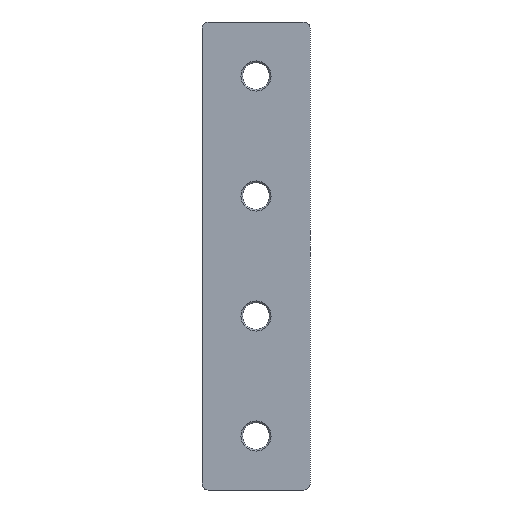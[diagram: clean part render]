
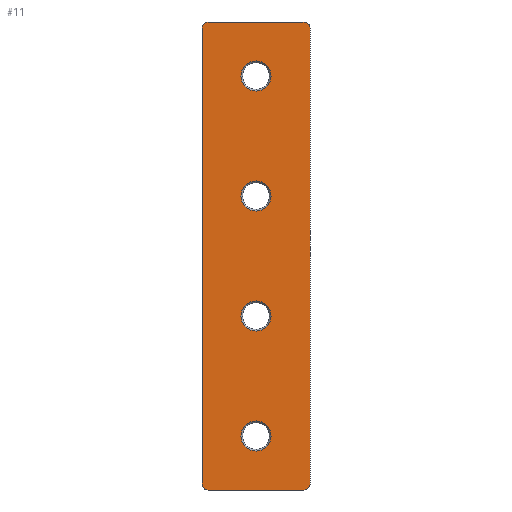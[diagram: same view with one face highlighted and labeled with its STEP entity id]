
A CAD part, front view. The second image highlights one B-rep face of the part: STEP entity #11.
In plain terms, the highlighted planar face has unit normal (0, -1, 0).
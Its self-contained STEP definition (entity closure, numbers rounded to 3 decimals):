
#11 = ADVANCED_FACE ( 'NONE', ( #1165, #1177, #1176, #871, #1153 ), #1140, .F. ) ;
#25 = EDGE_CURVE ( 'NONE', #340, #614, #1102, .T. ) ;
#40 = CARTESIAN_POINT ( 'NONE',  ( 18., 0., 76. ) ) ;
#58 = CIRCLE ( 'NONE', #974, 5. ) ;
#67 = CARTESIAN_POINT ( 'NONE',  ( 16., 0., 78. ) ) ;
#79 = CARTESIAN_POINT ( 'NONE',  ( -16., 0., 78. ) ) ;
#95 = DIRECTION ( 'NONE',  ( 0., 0., 1. ) ) ;
#100 = DIRECTION ( 'NONE',  ( 0., -1., 0. ) ) ;
#102 = CARTESIAN_POINT ( 'NONE',  ( -16., 0., -76. ) ) ;
#103 = CARTESIAN_POINT ( 'NONE',  ( -16., 0., -78. ) ) ;
#104 = EDGE_LOOP ( 'NONE', ( #449, #460 ) ) ;
#110 = DIRECTION ( 'NONE',  ( 0., 0., 1. ) ) ;
#112 = CARTESIAN_POINT ( 'NONE',  ( 18., 0., -76. ) ) ;
#113 = VERTEX_POINT ( 'NONE', #793 ) ;
#114 = DIRECTION ( 'NONE',  ( 0., 0., 1. ) ) ;
#116 = DIRECTION ( 'NONE',  ( 0., 0., 1. ) ) ;
#120 = DIRECTION ( 'NONE',  ( 0., -1., 0. ) ) ;
#123 = CARTESIAN_POINT ( 'NONE',  ( -16., 0., 76. ) ) ;
#127 = DIRECTION ( 'NONE',  ( 0., 1., 0. ) ) ;
#135 = CARTESIAN_POINT ( 'NONE',  ( -18., 0., -78. ) ) ;
#142 = VERTEX_POINT ( 'NONE', #674 ) ;
#147 = DIRECTION ( 'NONE',  ( 0., 0., 1. ) ) ;
#150 = DIRECTION ( 'NONE',  ( 0., -1., 0. ) ) ;
#152 = VERTEX_POINT ( 'NONE', #640 ) ;
#153 = CARTESIAN_POINT ( 'NONE',  ( 16., 0., 76. ) ) ;
#164 = DIRECTION ( 'NONE',  ( 1., 0., 0. ) ) ;
#172 = EDGE_CURVE ( 'NONE', #403, #142, #841, .T. ) ;
#174 = VERTEX_POINT ( 'NONE', #610 ) ;
#177 = DIRECTION ( 'NONE',  ( 0., 0., -1. ) ) ;
#186 = CARTESIAN_POINT ( 'NONE',  ( -18., 0., 78. ) ) ;
#189 = CARTESIAN_POINT ( 'NONE',  ( 0., 0., 60. ) ) ;
#192 = DIRECTION ( 'NONE',  ( 0., 0., 1. ) ) ;
#194 = VERTEX_POINT ( 'NONE', #532 ) ;
#195 = DIRECTION ( 'NONE',  ( 0., -1., 0. ) ) ;
#196 = CARTESIAN_POINT ( 'NONE',  ( 16., 0., -76. ) ) ;
#198 = CARTESIAN_POINT ( 'NONE',  ( 18., 0., -78. ) ) ;
#203 = CARTESIAN_POINT ( 'NONE',  ( 0., 0., -65. ) ) ;
#208 = DIRECTION ( 'NONE',  ( 0., 0., 1. ) ) ;
#210 = DIRECTION ( 'NONE',  ( 0., 1., 0. ) ) ;
#212 = CARTESIAN_POINT ( 'NONE',  ( 0., 0., 60. ) ) ;
#213 = CARTESIAN_POINT ( 'NONE',  ( -18., 0., -78. ) ) ;
#215 = DIRECTION ( 'NONE',  ( 0., 0., 1. ) ) ;
#216 = DIRECTION ( 'NONE',  ( 0., 1., 0. ) ) ;
#219 = CARTESIAN_POINT ( 'NONE',  ( 0., 0., 20. ) ) ;
#220 = VERTEX_POINT ( 'NONE', #498 ) ;
#223 = DIRECTION ( 'NONE',  ( -1., 0., 0. ) ) ;
#230 = DIRECTION ( 'NONE',  ( 0., 0., 1. ) ) ;
#233 = DIRECTION ( 'NONE',  ( 0., 1., 0. ) ) ;
#235 = CARTESIAN_POINT ( 'NONE',  ( 0., 0., -20. ) ) ;
#242 = DIRECTION ( 'NONE',  ( 0., 0., 1. ) ) ;
#243 = DIRECTION ( 'NONE',  ( 0., 1., 0. ) ) ;
#244 = CARTESIAN_POINT ( 'NONE',  ( 0., 0., -60. ) ) ;
#259 = VERTEX_POINT ( 'NONE', #414 ) ;
#298 = CARTESIAN_POINT ( 'NONE',  ( 0., 0., -25. ) ) ;
#340 = VERTEX_POINT ( 'NONE', #298 ) ;
#359 = EDGE_CURVE ( 'NONE', #142, #403, #762, .T. ) ;
#361 = EDGE_CURVE ( 'NONE', #614, #340, #771, .T. ) ;
#373 = EDGE_CURVE ( 'NONE', #113, #220, #764, .T. ) ;
#379 = EDGE_CURVE ( 'NONE', #174, #718, #772, .T. ) ;
#382 = EDGE_CURVE ( 'NONE', #194, #565, #753, .T. ) ;
#395 = EDGE_CURVE ( 'NONE', #194, #468, #754, .T. ) ;
#403 = VERTEX_POINT ( 'NONE', #203 ) ;
#404 = EDGE_CURVE ( 'NONE', #510, #468, #743, .T. ) ;
#411 = EDGE_CURVE ( 'NONE', #510, #478, #752, .T. ) ;
#414 = CARTESIAN_POINT ( 'NONE',  ( -18., 0., 76. ) ) ;
#418 = EDGE_CURVE ( 'NONE', #465, #478, #734, .T. ) ;
#425 = ORIENTED_EDGE ( 'NONE', *, *, #172, .T. ) ;
#431 = EDGE_CURVE ( 'NONE', #465, #259, #741, .T. ) ;
#437 = EDGE_CURVE ( 'NONE', #152, #259, #717, .T. ) ;
#440 = ORIENTED_EDGE ( 'NONE', *, *, #359, .T. ) ;
#441 = ORIENTED_EDGE ( 'NONE', *, *, #25, .T. ) ;
#444 = EDGE_CURVE ( 'NONE', #152, #565, #719, .T. ) ;
#445 = ORIENTED_EDGE ( 'NONE', *, *, #361, .T. ) ;
#449 = ORIENTED_EDGE ( 'NONE', *, *, #951, .T. ) ;
#450 = CIRCLE ( 'NONE', #993, 5. ) ;
#460 = ORIENTED_EDGE ( 'NONE', *, *, #373, .T. ) ;
#462 = ORIENTED_EDGE ( 'NONE', *, *, #768, .T. ) ;
#463 = ORIENTED_EDGE ( 'NONE', *, *, #379, .T. ) ;
#465 = VERTEX_POINT ( 'NONE', #79 ) ;
#468 = VERTEX_POINT ( 'NONE', #112 ) ;
#474 = ORIENTED_EDGE ( 'NONE', *, *, #382, .F. ) ;
#475 = ORIENTED_EDGE ( 'NONE', *, *, #395, .T. ) ;
#476 = ORIENTED_EDGE ( 'NONE', *, *, #404, .F. ) ;
#477 = ORIENTED_EDGE ( 'NONE', *, *, #411, .T. ) ;
#478 = VERTEX_POINT ( 'NONE', #67 ) ;
#482 = ORIENTED_EDGE ( 'NONE', *, *, #418, .F. ) ;
#492 = ORIENTED_EDGE ( 'NONE', *, *, #431, .T. ) ;
#497 = ORIENTED_EDGE ( 'NONE', *, *, #437, .F. ) ;
#498 = CARTESIAN_POINT ( 'NONE',  ( 0., 0., 15. ) ) ;
#508 = ORIENTED_EDGE ( 'NONE', *, *, #444, .T. ) ;
#510 = VERTEX_POINT ( 'NONE', #40 ) ;
#520 = EDGE_LOOP ( 'NONE', ( #425, #440 ) ) ;
#532 = CARTESIAN_POINT ( 'NONE',  ( 16., 0., -78. ) ) ;
#535 = EDGE_LOOP ( 'NONE', ( #462, #463 ) ) ;
#565 = VERTEX_POINT ( 'NONE', #103 ) ;
#577 = DIRECTION ( 'NONE',  ( 0., 0., 1. ) ) ;
#583 = DIRECTION ( 'NONE',  ( 0., 1., 0. ) ) ;
#591 = EDGE_LOOP ( 'NONE', ( #441, #445 ) ) ;
#594 = CARTESIAN_POINT ( 'NONE',  ( 0., 0., -60. ) ) ;
#610 = CARTESIAN_POINT ( 'NONE',  ( 0., 0., 65. ) ) ;
#614 = VERTEX_POINT ( 'NONE', #866 ) ;
#640 = CARTESIAN_POINT ( 'NONE',  ( -18., 0., -76. ) ) ;
#670 = EDGE_LOOP ( 'NONE', ( #474, #475, #476, #477, #482, #492, #497, #508 ) ) ;
#674 = CARTESIAN_POINT ( 'NONE',  ( 0., 0., -55. ) ) ;
#705 = VECTOR ( 'NONE', #110, 1000. ) ;
#717 = LINE ( 'NONE', #135, #705 ) ;
#718 = VERTEX_POINT ( 'NONE', #774 ) ;
#719 = CIRCLE ( 'NONE', #1062, 2. ) ;
#730 = VECTOR ( 'NONE', #164, 1000. ) ;
#733 = VECTOR ( 'NONE', #177, 1000. ) ;
#734 = LINE ( 'NONE', #186, #730 ) ;
#741 = CIRCLE ( 'NONE', #1063, 2. ) ;
#743 = LINE ( 'NONE', #198, #733 ) ;
#744 = VECTOR ( 'NONE', #223, 1000. ) ;
#752 = CIRCLE ( 'NONE', #1070, 2. ) ;
#753 = LINE ( 'NONE', #213, #744 ) ;
#754 = CIRCLE ( 'NONE', #1072, 2. ) ;
#762 = CIRCLE ( 'NONE', #1094, 5. ) ;
#764 = CIRCLE ( 'NONE', #1078, 5. ) ;
#768 = EDGE_CURVE ( 'NONE', #718, #174, #450, .T. ) ;
#771 = CIRCLE ( 'NONE', #1092, 5. ) ;
#772 = CIRCLE ( 'NONE', #1077, 5. ) ;
#774 = CARTESIAN_POINT ( 'NONE',  ( 0., 0., 55. ) ) ;
#793 = CARTESIAN_POINT ( 'NONE',  ( 0., 0., 25. ) ) ;
#841 = CIRCLE ( 'NONE', #1137, 5. ) ;
#866 = CARTESIAN_POINT ( 'NONE',  ( 0., 0., -15. ) ) ;
#871 = FACE_BOUND ( 'NONE', #535, .T. ) ;
#902 = DIRECTION ( 'NONE',  ( 0., 0., 1. ) ) ;
#904 = DIRECTION ( 'NONE',  ( 0., 1., 0. ) ) ;
#909 = CARTESIAN_POINT ( 'NONE',  ( 0., 0., -20. ) ) ;
#951 = EDGE_CURVE ( 'NONE', #220, #113, #58, .T. ) ;
#962 = DIRECTION ( 'NONE',  ( 0., 0., 1. ) ) ;
#966 = DIRECTION ( 'NONE',  ( 0., 1., 0. ) ) ;
#969 = CARTESIAN_POINT ( 'NONE',  ( 0., 0., 20. ) ) ;
#974 = AXIS2_PLACEMENT_3D ( 'NONE', #969, #966, #962 ) ;
#976 = AXIS2_PLACEMENT_3D ( 'NONE', #1127, #1175, #1172 ) ;
#993 = AXIS2_PLACEMENT_3D ( 'NONE', #189, #127, #116 ) ;
#1062 = AXIS2_PLACEMENT_3D ( 'NONE', #102, #100, #95 ) ;
#1063 = AXIS2_PLACEMENT_3D ( 'NONE', #123, #120, #114 ) ;
#1070 = AXIS2_PLACEMENT_3D ( 'NONE', #153, #150, #147 ) ;
#1072 = AXIS2_PLACEMENT_3D ( 'NONE', #196, #195, #192 ) ;
#1077 = AXIS2_PLACEMENT_3D ( 'NONE', #212, #210, #208 ) ;
#1078 = AXIS2_PLACEMENT_3D ( 'NONE', #219, #216, #215 ) ;
#1092 = AXIS2_PLACEMENT_3D ( 'NONE', #235, #233, #230 ) ;
#1094 = AXIS2_PLACEMENT_3D ( 'NONE', #244, #243, #242 ) ;
#1102 = CIRCLE ( 'NONE', #1193, 5. ) ;
#1127 = CARTESIAN_POINT ( 'NONE',  ( -18., 0., -78. ) ) ;
#1137 = AXIS2_PLACEMENT_3D ( 'NONE', #594, #583, #577 ) ;
#1140 = PLANE ( 'NONE',  #976 ) ;
#1153 = FACE_OUTER_BOUND ( 'NONE', #670, .T. ) ;
#1165 = FACE_BOUND ( 'NONE', #520, .T. ) ;
#1172 = DIRECTION ( 'NONE',  ( 0., 0., 1. ) ) ;
#1175 = DIRECTION ( 'NONE',  ( 0., 1., 0. ) ) ;
#1176 = FACE_BOUND ( 'NONE', #104, .T. ) ;
#1177 = FACE_BOUND ( 'NONE', #591, .T. ) ;
#1193 = AXIS2_PLACEMENT_3D ( 'NONE', #909, #904, #902 ) ;
